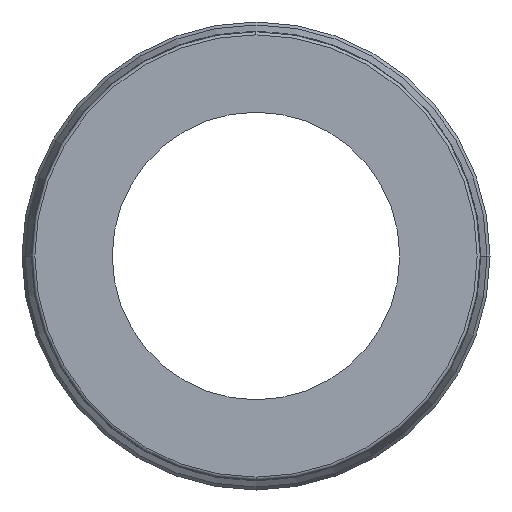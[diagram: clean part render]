
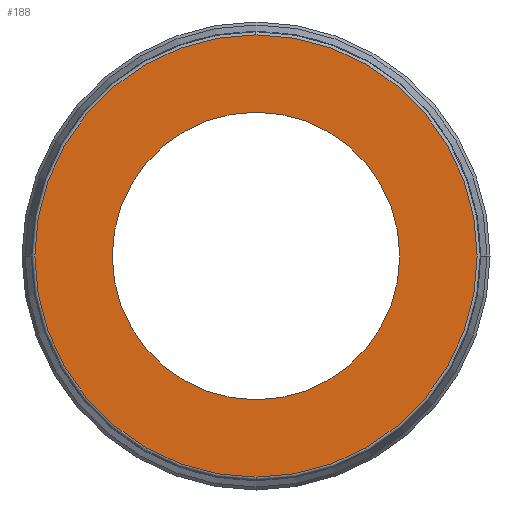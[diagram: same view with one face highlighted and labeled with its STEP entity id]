
A CAD part, front view. The second image highlights one B-rep face of the part: STEP entity #188.
In plain terms, the highlighted planar face has unit normal (0, -1, 0).
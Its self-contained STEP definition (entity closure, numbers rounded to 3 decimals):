
#188=ADVANCED_FACE('',(#484,#485),#486,.T.);
#484=FACE_BOUND('',#782,.T.);
#485=FACE_OUTER_BOUND('',#783,.T.);
#486=PLANE('',#784);
#782=EDGE_LOOP('',(#1979,#1980));
#783=EDGE_LOOP('',(#1981,#1982,#1983));
#784=AXIS2_PLACEMENT_3D('',#1984,#1985,#1986);
#1979=ORIENTED_EDGE('',*,*,#2259,.T.);
#1980=ORIENTED_EDGE('',*,*,#2258,.T.);
#1981=ORIENTED_EDGE('',*,*,#2047,.F.);
#1982=ORIENTED_EDGE('',*,*,#2046,.F.);
#1983=ORIENTED_EDGE('',*,*,#2382,.F.);
#1984=CARTESIAN_POINT('',(3.663,0.,0.0));
#1985=DIRECTION('',(0.,-1.0,-0.0));
#1986=DIRECTION('',(-1.0,0.,0.0));
#2046=EDGE_CURVE('',#2481,#2484,#2485,.T.);
#2047=EDGE_CURVE('',#2484,#2486,#2487,.T.);
#2258=EDGE_CURVE('',#2861,#2865,#2867,.T.);
#2259=EDGE_CURVE('',#2865,#2861,#2868,.T.);
#2382=EDGE_CURVE('',#2486,#2481,#3024,.T.);
#2481=VERTEX_POINT('',#3559);
#2484=VERTEX_POINT('',#3562);
#2485=CIRCLE('',#3563,7.325);
#2486=VERTEX_POINT('',#3564);
#2487=CIRCLE('',#3565,7.325);
#2861=VERTEX_POINT('',#4103);
#2865=VERTEX_POINT('',#4108);
#2867=CIRCLE('',#4111,4.763);
#2868=CIRCLE('',#4112,4.763);
#3024=CIRCLE('',#4406,7.325);
#3559=CARTESIAN_POINT('',(0.,0.,7.325));
#3562=CARTESIAN_POINT('',(7.325,0.,0.0));
#3563=AXIS2_PLACEMENT_3D('',#4488,#4489,#4490);
#3564=CARTESIAN_POINT('',(0.,0.,-7.325));
#3565=AXIS2_PLACEMENT_3D('',#4491,#4492,#4493);
#4103=CARTESIAN_POINT('',(4.763,0.,0.));
#4108=CARTESIAN_POINT('',(-4.763,0.0,0.));
#4111=AXIS2_PLACEMENT_3D('',#4942,#4943,#4944);
#4112=AXIS2_PLACEMENT_3D('',#4945,#4946,#4947);
#4406=AXIS2_PLACEMENT_3D('',#5188,#5189,#5190);
#4488=CARTESIAN_POINT('',(0.0,0.,0.0));
#4489=DIRECTION('',(-0.0,1.0,0.0));
#4490=DIRECTION('',(1.0,0.0,0.0));
#4491=CARTESIAN_POINT('',(0.0,0.,0.0));
#4492=DIRECTION('',(-0.0,1.0,0.0));
#4493=DIRECTION('',(1.0,0.0,0.0));
#4942=CARTESIAN_POINT('',(0.0,0.0,0.0));
#4943=DIRECTION('',(0.,1.0,0.0));
#4944=DIRECTION('',(1.0,0.,0.0));
#4945=CARTESIAN_POINT('',(0.0,0.0,0.0));
#4946=DIRECTION('',(0.,1.0,0.0));
#4947=DIRECTION('',(1.0,0.,0.0));
#5188=CARTESIAN_POINT('',(0.0,0.,0.0));
#5189=DIRECTION('',(-0.0,1.0,0.0));
#5190=DIRECTION('',(1.0,0.0,0.0));
